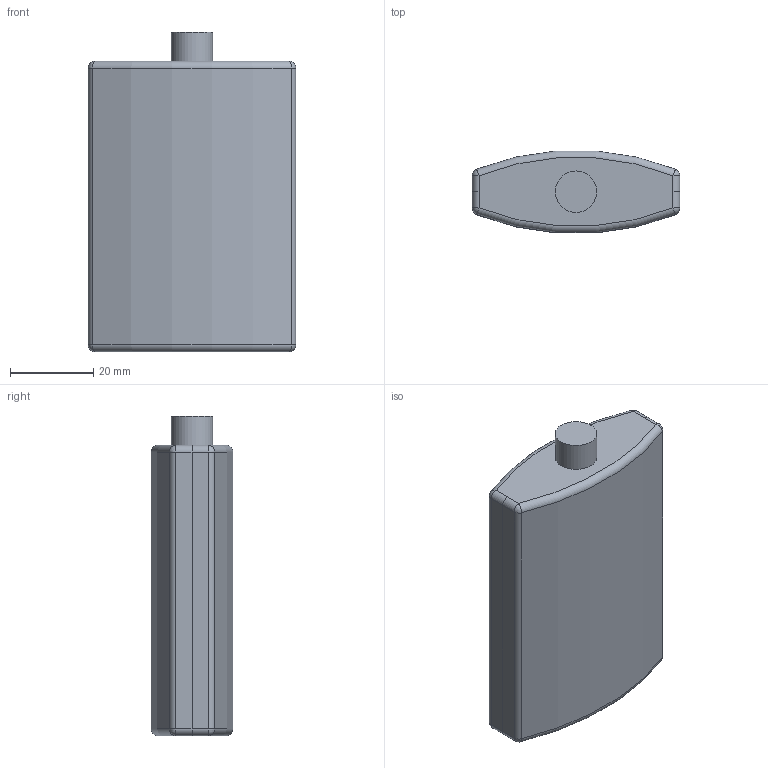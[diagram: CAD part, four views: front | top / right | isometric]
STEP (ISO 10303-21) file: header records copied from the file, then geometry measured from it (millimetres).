
FILE_DESCRIPTION(('Open CASCADE Model'),'2;1');
FILE_NAME('Open CASCADE Shape Model','2023-02-21T23:11:41',('Author'),( 'Open CASCADE'),'Open CASCADE STEP processor 7.6','Open CASCADE 7.6' ,'Unknown');
FILE_SCHEMA(('AUTOMOTIVE_DESIGN { 1 0 10303 214 1 1 1 1 }'));
Length unit declared in the file: millimetre
Products named in the file (1): Open CASCADE STEP translator 7.6 1
Bounding box: 50 x 19.63 x 77 mm (x, y, z)
Volume: 58863.4 mm3; surface area: 10223.6 mm2
Topology: 1 solids, 1 shells, 34 faces, 73 edges, 34 vertices
Faces by surface type: cylinder 15, sphere 8, plane 7, torus 4
Full cylindrical faces by diameter (mm): 10 x1
Entity records: 1664 total; most frequent: CARTESIAN_POINT 316, DIRECTION 261, ORIENTED_EDGE 130, PCURVE 130, DEFINITIONAL_REPRESENTATION 130, LINE 111, VECTOR 111, AXIS2_PLACEMENT_3D 73
